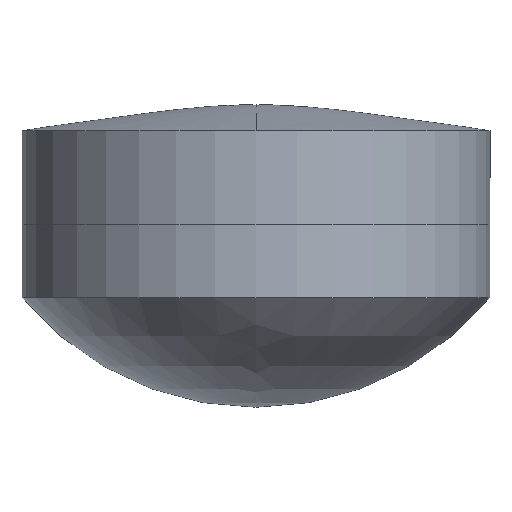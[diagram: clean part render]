
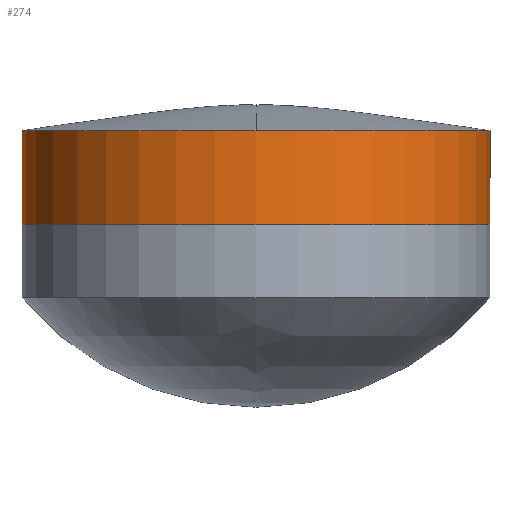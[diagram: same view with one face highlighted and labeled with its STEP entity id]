
A CAD part, front view. The second image highlights one B-rep face of the part: STEP entity #274.
In plain terms, the highlighted cylindrical face has radius 6.25 mm (diameter 12.5 mm), a partial arc.
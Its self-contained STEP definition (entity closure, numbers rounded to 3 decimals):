
#11 = VERTEX_POINT ( 'NONE', #29 ) ;
#29 = CARTESIAN_POINT ( 'NONE',  ( 6.25, 0., 4.87 ) ) ;
#35 = DIRECTION ( 'NONE',  ( 1., 0., 0. ) ) ;
#42 = FACE_OUTER_BOUND ( 'NONE', #71, .T. ) ;
#68 = CARTESIAN_POINT ( 'NONE',  ( 6.25, 0., 7.203 ) ) ;
#71 = EDGE_LOOP ( 'NONE', ( #364, #509, #325, #434, #170 ) ) ;
#76 = CARTESIAN_POINT ( 'NONE',  ( 0., 0., 7.203 ) ) ;
#87 = CARTESIAN_POINT ( 'NONE',  ( -6.25, 0., 7.203 ) ) ;
#91 = VERTEX_POINT ( 'NONE', #458 ) ;
#100 = EDGE_CURVE ( 'NONE', #253, #109, #169, .T. ) ;
#109 = VERTEX_POINT ( 'NONE', #334 ) ;
#111 = CARTESIAN_POINT ( 'NONE',  ( 0., 0., 4.87 ) ) ;
#128 = DIRECTION ( 'NONE',  ( 0., 0., 1. ) ) ;
#145 = EDGE_CURVE ( 'NONE', #474, #11, #413, .T. ) ;
#147 = CARTESIAN_POINT ( 'NONE',  ( -6.25, 0., 4.87 ) ) ;
#159 = AXIS2_PLACEMENT_3D ( 'NONE', #111, #288, #297 ) ;
#169 = CIRCLE ( 'NONE', #263, 6.25 ) ;
#170 = ORIENTED_EDGE ( 'NONE', *, *, #437, .F. ) ;
#197 = DIRECTION ( 'NONE',  ( 0., 0., 1. ) ) ;
#210 = AXIS2_PLACEMENT_3D ( 'NONE', #76, #197, #242 ) ;
#229 = EDGE_CURVE ( 'NONE', #11, #109, #301, .T. ) ;
#242 = DIRECTION ( 'NONE',  ( 1., 0., 0. ) ) ;
#253 = VERTEX_POINT ( 'NONE', #417 ) ;
#259 = CIRCLE ( 'NONE', #399, 6.25 ) ;
#263 = AXIS2_PLACEMENT_3D ( 'NONE', #387, #423, #542 ) ;
#274 = ADVANCED_FACE ( 'NONE', ( #42 ), #418, .T. ) ;
#288 = DIRECTION ( 'NONE',  ( 0., 0., 1. ) ) ;
#297 = DIRECTION ( 'NONE',  ( 1., 0., 0. ) ) ;
#301 = LINE ( 'NONE', #68, #331 ) ;
#325 = ORIENTED_EDGE ( 'NONE', *, *, #229, .T. ) ;
#331 = VECTOR ( 'NONE', #540, 1000. ) ;
#334 = CARTESIAN_POINT ( 'NONE',  ( 6.25, 0., 7.385 ) ) ;
#364 = ORIENTED_EDGE ( 'NONE', *, *, #426, .F. ) ;
#387 = CARTESIAN_POINT ( 'NONE',  ( 0., 0., 7.385 ) ) ;
#393 = DIRECTION ( 'NONE',  ( 0., 0., 1. ) ) ;
#399 = AXIS2_PLACEMENT_3D ( 'NONE', #462, #393, #35 ) ;
#413 = CIRCLE ( 'NONE', #159, 6.25 ) ;
#417 = CARTESIAN_POINT ( 'NONE',  ( 0., -6.25, 7.385 ) ) ;
#418 = CYLINDRICAL_SURFACE ( 'NONE', #210, 6.25 ) ;
#423 = DIRECTION ( 'NONE',  ( 0., 0., 1. ) ) ;
#426 = EDGE_CURVE ( 'NONE', #474, #91, #489, .T. ) ;
#428 = VECTOR ( 'NONE', #128, 1000. ) ;
#434 = ORIENTED_EDGE ( 'NONE', *, *, #100, .F. ) ;
#437 = EDGE_CURVE ( 'NONE', #91, #253, #259, .T. ) ;
#458 = CARTESIAN_POINT ( 'NONE',  ( -6.25, 0., 7.385 ) ) ;
#462 = CARTESIAN_POINT ( 'NONE',  ( 0., 0., 7.385 ) ) ;
#474 = VERTEX_POINT ( 'NONE', #147 ) ;
#489 = LINE ( 'NONE', #87, #428 ) ;
#509 = ORIENTED_EDGE ( 'NONE', *, *, #145, .T. ) ;
#540 = DIRECTION ( 'NONE',  ( 0., 0., 1. ) ) ;
#542 = DIRECTION ( 'NONE',  ( 1., 0., 0. ) ) ;
